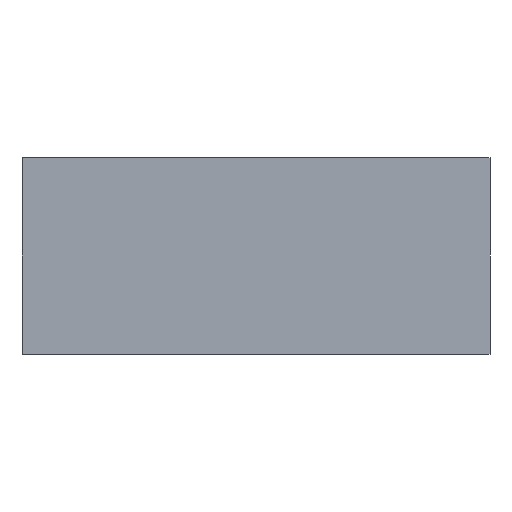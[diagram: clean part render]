
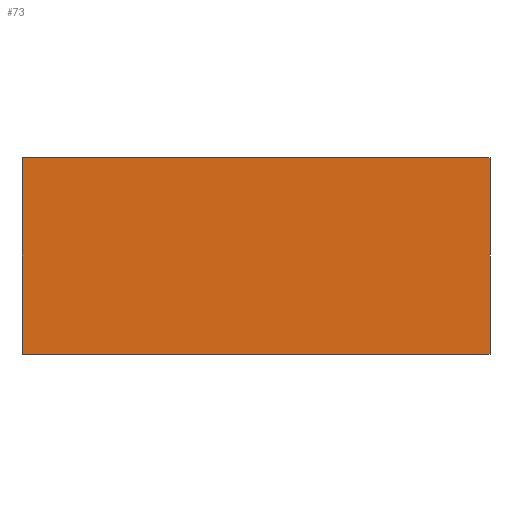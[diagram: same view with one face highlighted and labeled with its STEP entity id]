
A CAD part, left-side view. The second image highlights one B-rep face of the part: STEP entity #73.
In plain terms, the highlighted planar face has unit normal (-1, 0, 0).
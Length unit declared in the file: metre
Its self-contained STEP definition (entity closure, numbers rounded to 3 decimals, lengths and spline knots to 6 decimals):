
#73 = ADVANCED_FACE( '', ( #182 ), #183, .F. );
#182 = FACE_OUTER_BOUND( '', #325, .T. );
#183 = PLANE( '', #326 );
#325 = EDGE_LOOP( '', ( #832, #833, #834, #835 ) );
#326 = AXIS2_PLACEMENT_3D( '', #836, #837, #838 );
#832 = ORIENTED_EDGE( '', *, *, #1244, .T. );
#833 = ORIENTED_EDGE( '', *, *, #1245, .F. );
#834 = ORIENTED_EDGE( '', *, *, #1246, .F. );
#835 = ORIENTED_EDGE( '', *, *, #1247, .T. );
#836 = CARTESIAN_POINT( '', ( -0.068997, 0.009562, 0.01 ) );
#837 = DIRECTION( '', ( 1., 0., 0. ) );
#838 = DIRECTION( '', ( 0., 0., 1. ) );
#1244 = EDGE_CURVE( '', #1419, #1420, #1421, .T. );
#1245 = EDGE_CURVE( '', #1422, #1420, #1423, .T. );
#1246 = EDGE_CURVE( '', #1424, #1422, #1425, .T. );
#1247 = EDGE_CURVE( '', #1424, #1419, #1426, .T. );
#1419 = VERTEX_POINT( '', #1666 );
#1420 = VERTEX_POINT( '', #1667 );
#1421 = LINE( '', #1668, #1669 );
#1422 = VERTEX_POINT( '', #1670 );
#1423 = LINE( '', #1671, #1672 );
#1424 = VERTEX_POINT( '', #1673 );
#1425 = LINE( '', #1674, #1675 );
#1426 = LINE( '', #1676, #1677 );
#1666 = CARTESIAN_POINT( '', ( -0.068997, 0.094997, -0.027 ) );
#1667 = CARTESIAN_POINT( '', ( -0.068997, 0.006997, -0.027 ) );
#1668 = CARTESIAN_POINT( '', ( -0.068997, 0.009562, -0.027 ) );
#1669 = VECTOR( '', #2170, 1. );
#1670 = CARTESIAN_POINT( '', ( -0.068997, 0.006997, 0.01 ) );
#1671 = CARTESIAN_POINT( '', ( -0.068997, 0.006997, 0.01 ) );
#1672 = VECTOR( '', #2171, 1. );
#1673 = CARTESIAN_POINT( '', ( -0.068997, 0.094997, 0.01 ) );
#1674 = CARTESIAN_POINT( '', ( -0.068997, 0.009562, 0.01 ) );
#1675 = VECTOR( '', #2172, 1. );
#1676 = CARTESIAN_POINT( '', ( -0.068997, 0.094997, 0.01 ) );
#1677 = VECTOR( '', #2173, 1. );
#2170 = DIRECTION( '', ( 0., -1., 0. ) );
#2171 = DIRECTION( '', ( 0., 0., -1. ) );
#2172 = DIRECTION( '', ( 0., -1., 0. ) );
#2173 = DIRECTION( '', ( 0., 0., -1. ) );
